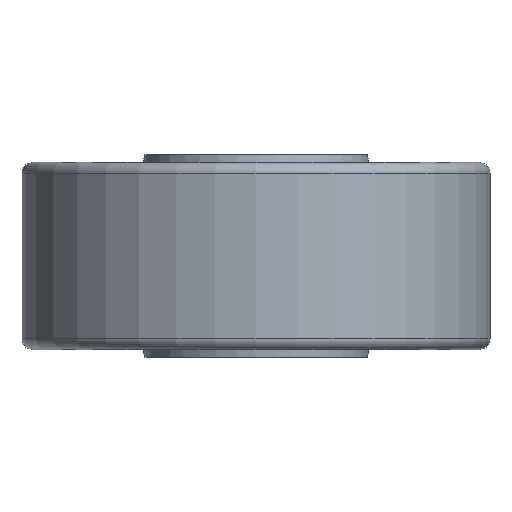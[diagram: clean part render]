
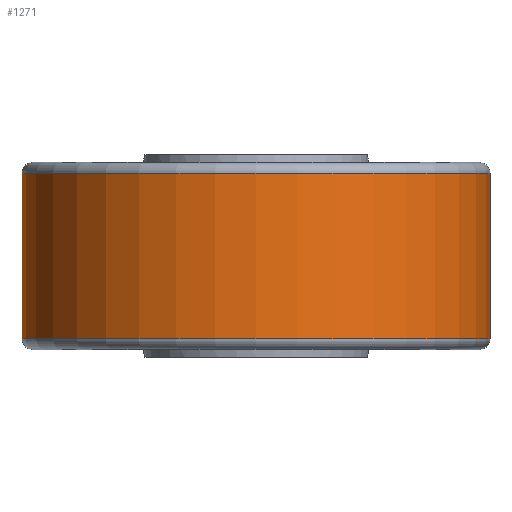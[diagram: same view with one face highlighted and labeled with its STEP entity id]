
A CAD part, front view. The second image highlights one B-rep face of the part: STEP entity #1271.
In plain terms, the highlighted cylindrical face has radius 75 mm (diameter 150 mm), a partial arc.
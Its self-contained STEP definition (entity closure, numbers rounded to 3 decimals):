
#76 = CIRCLE ( 'NONE', #605, 75. ) ;
#170 = AXIS2_PLACEMENT_3D ( 'NONE', #3191, #5700, #6240 ) ;
#342 = DIRECTION ( 'NONE',  ( 0., 0., -1. ) ) ;
#367 = EDGE_CURVE ( 'NONE', #675, #3475, #4382, .T. ) ;
#421 = CARTESIAN_POINT ( 'NONE',  ( 75., 0., 0. ) ) ;
#605 = AXIS2_PLACEMENT_3D ( 'NONE', #2641, #4346, #1683 ) ;
#675 = VERTEX_POINT ( 'NONE', #2460 ) ;
#702 = VERTEX_POINT ( 'NONE', #5190 ) ;
#711 = VECTOR ( 'NONE', #342, 1000. ) ;
#734 = VERTEX_POINT ( 'NONE', #3703 ) ;
#736 = ORIENTED_EDGE ( 'NONE', *, *, #367, .T. ) ;
#821 = FACE_OUTER_BOUND ( 'NONE', #1300, .T. ) ;
#1271 = ADVANCED_FACE ( 'NONE', ( #821 ), #5031, .T. ) ;
#1300 = EDGE_LOOP ( 'NONE', ( #4251, #736, #5791, #4433 ) ) ;
#1428 = EDGE_CURVE ( 'NONE', #734, #702, #76, .T. ) ;
#1517 = DIRECTION ( 'NONE',  ( 1., 0., 0. ) ) ;
#1683 = DIRECTION ( 'NONE',  ( -1., 0., 0. ) ) ;
#2002 = DIRECTION ( 'NONE',  ( 0., 0., -1. ) ) ;
#2439 = CARTESIAN_POINT ( 'NONE',  ( -75., 0., 0. ) ) ;
#2460 = CARTESIAN_POINT ( 'NONE',  ( 75., 0., 26.5 ) ) ;
#2505 = CARTESIAN_POINT ( 'NONE',  ( 0., 0., 26.5 ) ) ;
#2641 = CARTESIAN_POINT ( 'NONE',  ( 0., 0., -26.5 ) ) ;
#3191 = CARTESIAN_POINT ( 'NONE',  ( 0., 0., 0. ) ) ;
#3403 = DIRECTION ( 'NONE',  ( 0., 0., -1. ) ) ;
#3475 = VERTEX_POINT ( 'NONE', #5060 ) ;
#3703 = CARTESIAN_POINT ( 'NONE',  ( -75., 0., -26.5 ) ) ;
#3987 = LINE ( 'NONE', #2439, #711 ) ;
#3990 = EDGE_CURVE ( 'NONE', #3475, #734, #3987, .T. ) ;
#4251 = ORIENTED_EDGE ( 'NONE', *, *, #6369, .F. ) ;
#4346 = DIRECTION ( 'NONE',  ( 0., 0., 1. ) ) ;
#4382 = CIRCLE ( 'NONE', #6333, 75. ) ;
#4433 = ORIENTED_EDGE ( 'NONE', *, *, #1428, .T. ) ;
#5031 = CYLINDRICAL_SURFACE ( 'NONE', #170, 75. ) ;
#5060 = CARTESIAN_POINT ( 'NONE',  ( -75., 0., 26.5 ) ) ;
#5190 = CARTESIAN_POINT ( 'NONE',  ( 75., 0., -26.5 ) ) ;
#5382 = VECTOR ( 'NONE', #3403, 1000. ) ;
#5700 = DIRECTION ( 'NONE',  ( 0., 0., -1. ) ) ;
#5791 = ORIENTED_EDGE ( 'NONE', *, *, #3990, .T. ) ;
#6140 = LINE ( 'NONE', #421, #5382 ) ;
#6240 = DIRECTION ( 'NONE',  ( -1., 0., 0. ) ) ;
#6333 = AXIS2_PLACEMENT_3D ( 'NONE', #2505, #2002, #1517 ) ;
#6369 = EDGE_CURVE ( 'NONE', #675, #702, #6140, .T. ) ;
